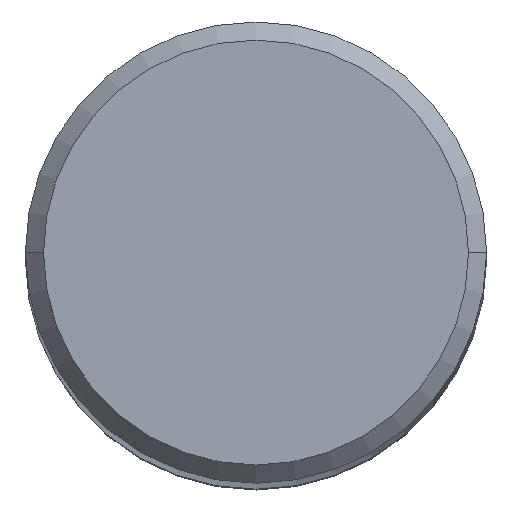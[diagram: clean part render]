
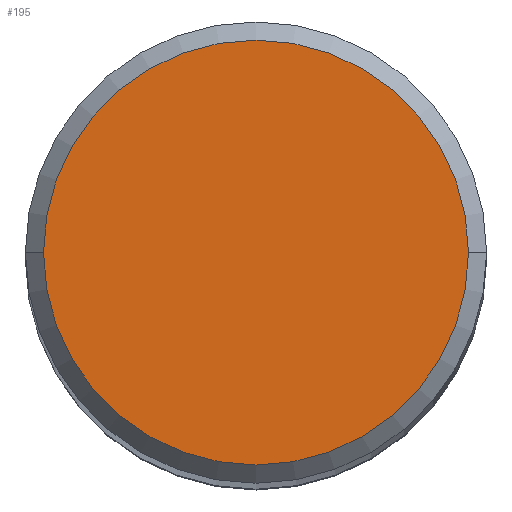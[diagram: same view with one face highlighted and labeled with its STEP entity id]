
A CAD part, top view. The second image highlights one B-rep face of the part: STEP entity #195.
In plain terms, the highlighted planar face has unit normal (0, 0, 1).
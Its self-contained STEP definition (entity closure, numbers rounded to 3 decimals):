
#140=FACE_OUTER_BOUND('',#264,.T.);
#195=ADVANCED_FACE('',(#140),#203,.F.);
#203=PLANE('',#1192);
#264=EDGE_LOOP('',(#501,#502));
#501=ORIENTED_EDGE('',*,*,#712,.T.);
#502=ORIENTED_EDGE('',*,*,#709,.T.);
#588=VERTEX_POINT('',#1852);
#589=VERTEX_POINT('',#1853);
#709=EDGE_CURVE('',#588,#589,#825,.T.);
#712=EDGE_CURVE('',#589,#588,#826,.T.);
#825=CIRCLE('',#1188,11.7);
#826=CIRCLE('',#1190,11.7);
#1188=AXIS2_PLACEMENT_3D('',#1851,#1562,#1563);
#1190=AXIS2_PLACEMENT_3D('',#1857,#1568,#1569);
#1192=AXIS2_PLACEMENT_3D('',#1859,#1572,#1573);
#1562=DIRECTION('',(0.,0.,1.));
#1563=DIRECTION('',(1.,0.,0.));
#1568=DIRECTION('',(0.,0.,1.));
#1569=DIRECTION('',(-1.,0.,0.));
#1572=DIRECTION('',(0.,0.,-1.));
#1573=DIRECTION('',(1.,0.,0.));
#1851=CARTESIAN_POINT('',(0.,0.,0.));
#1852=CARTESIAN_POINT('',(11.7,0.,0.));
#1853=CARTESIAN_POINT('',(-11.7,0.,0.));
#1857=CARTESIAN_POINT('',(0.,0.,0.));
#1859=CARTESIAN_POINT('',(0.,0.,0.));
